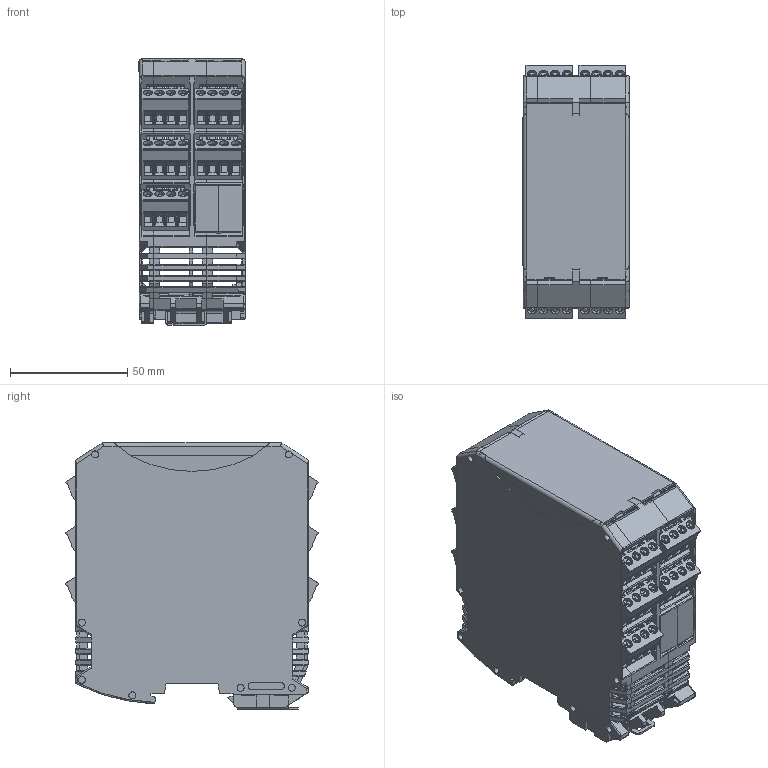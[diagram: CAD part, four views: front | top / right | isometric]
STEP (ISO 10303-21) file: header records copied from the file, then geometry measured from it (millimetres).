
FILE_DESCRIPTION(/* description */ (''),/* implementation_level */ '2;1');
FILE_NAME(/* name */ 'MZERO.stp',/* time_stamp */ '2021-05-20T14:57:02+02:00',/* author */ ('frigo'),/* organization */ (''),/* preprocessor_version */ 'ST-DEVELOPER v18.1',/* originating_system */ 'AutoCAD Mechanical',/* authorisation */ '');
FILE_SCHEMA (('AUTOMOTIVE_DESIGN { 1 0 10303 214 3 1 1 }'));
Products named in the file (2): Product; mzero
Assembly tree (1 placements, depth 2):
  Product
    mzero
Bounding box: 45.25 x 107.95 x 113.65 mm (x, y, z)
Volume: 93517.8 mm3; surface area: 128958.4 mm2
Topology: 20 solids, 20 shells, 6241 faces, 17436 edges, 11549 vertices
Faces by surface type: plane 4569, cylinder 1564, cone 100, bspline 6, torus 2
Entity records: 203090 total; most frequent: CARTESIAN_POINT 38550, ORIENTED_EDGE 34872, DIRECTION 33670, EDGE_CURVE 17436, LINE 13492, VECTOR 13492, VERTEX_POINT 11549, AXIS2_PLACEMENT_3D 10089
